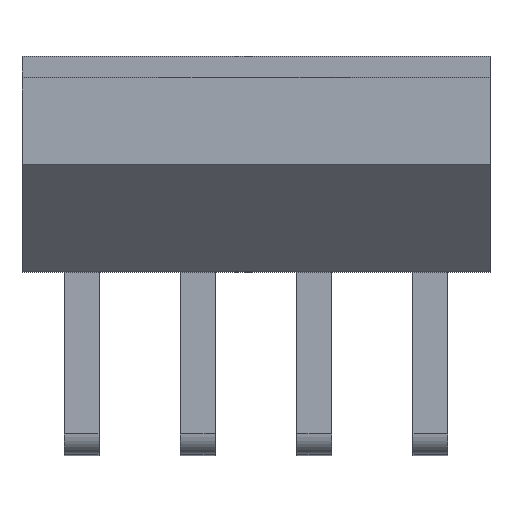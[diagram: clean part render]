
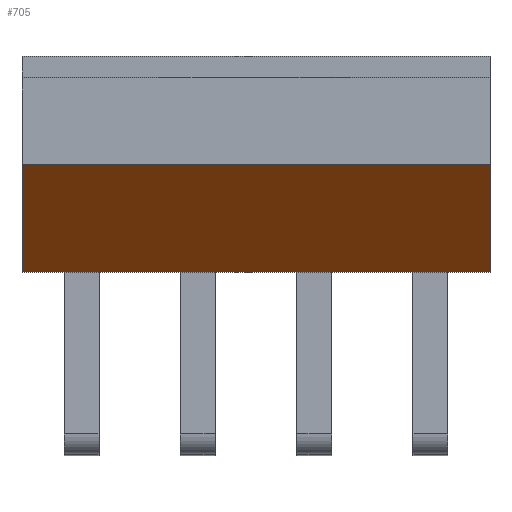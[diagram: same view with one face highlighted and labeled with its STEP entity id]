
A CAD part, top view. The second image highlights one B-rep face of the part: STEP entity #705.
In plain terms, the highlighted planar face has unit normal (0, -0.707, 0.707).
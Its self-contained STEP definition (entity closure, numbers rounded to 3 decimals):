
#488 = VERTEX_POINT('',#489);
#489 = CARTESIAN_POINT('',(0.,0.,6.345));
#496 = PLANE('',#497);
#497 = AXIS2_PLACEMENT_3D('',#498,#499,#500);
#498 = CARTESIAN_POINT('',(0.,0.,0.));
#499 = DIRECTION('',(1.,0.,0.));
#500 = DIRECTION('',(0.,0.,1.));
#508 = PLANE('',#509);
#509 = AXIS2_PLACEMENT_3D('',#510,#511,#512);
#510 = CARTESIAN_POINT('',(0.,0.,0.));
#511 = DIRECTION('',(0.,1.,0.));
#512 = DIRECTION('',(0.,0.,1.));
#577 = VERTEX_POINT('',#578);
#578 = CARTESIAN_POINT('',(0.,2.345,8.69));
#592 = PLANE('',#593);
#593 = AXIS2_PLACEMENT_3D('',#594,#595,#596);
#594 = CARTESIAN_POINT('',(0.,0.,8.69));
#595 = DIRECTION('',(0.,0.,1.));
#596 = DIRECTION('',(1.,0.,0.));
#604 = EDGE_CURVE('',#488,#577,#605,.T.);
#605 = SURFACE_CURVE('',#606,(#610,#617),.PCURVE_S1.);
#606 = LINE('',#607,#608);
#607 = CARTESIAN_POINT('',(0.,-1.,5.345));
#608 = VECTOR('',#609,1.);
#609 = DIRECTION('',(-0.,0.707,0.707));
#610 = PCURVE('',#496,#611);
#611 = DEFINITIONAL_REPRESENTATION('',(#612),#616);
#612 = LINE('',#613,#614);
#613 = CARTESIAN_POINT('',(5.345,1.));
#614 = VECTOR('',#615,1.);
#615 = DIRECTION('',(0.707,-0.707));
#616 = ( GEOMETRIC_REPRESENTATION_CONTEXT(2) 
PARAMETRIC_REPRESENTATION_CONTEXT() REPRESENTATION_CONTEXT('2D SPACE',''
  ) );
#617 = PCURVE('',#618,#623);
#618 = PLANE('',#619);
#619 = AXIS2_PLACEMENT_3D('',#620,#621,#622);
#620 = CARTESIAN_POINT('',(0.,1.173,7.518));
#621 = DIRECTION('',(0.,0.707,-0.707)
  );
#622 = DIRECTION('',(-1.,0.,0.));
#623 = DEFINITIONAL_REPRESENTATION('',(#624),#628);
#624 = LINE('',#625,#626);
#625 = CARTESIAN_POINT('',(-0.,-3.072));
#626 = VECTOR('',#627,1.);
#627 = DIRECTION('',(-0.,1.));
#628 = ( GEOMETRIC_REPRESENTATION_CONTEXT(2) 
PARAMETRIC_REPRESENTATION_CONTEXT() REPRESENTATION_CONTEXT('2D SPACE',''
  ) );
#636 = VERTEX_POINT('',#637);
#637 = CARTESIAN_POINT('',(10.225,0.,6.345));
#651 = PLANE('',#652);
#652 = AXIS2_PLACEMENT_3D('',#653,#654,#655);
#653 = CARTESIAN_POINT('',(10.225,0.,0.));
#654 = DIRECTION('',(1.,0.,0.));
#655 = DIRECTION('',(0.,0.,1.));
#685 = EDGE_CURVE('',#488,#636,#686,.T.);
#686 = SURFACE_CURVE('',#687,(#691,#698),.PCURVE_S1.);
#687 = LINE('',#688,#689);
#688 = CARTESIAN_POINT('',(0.,0.,6.345));
#689 = VECTOR('',#690,1.);
#690 = DIRECTION('',(1.,0.,0.));
#691 = PCURVE('',#508,#692);
#692 = DEFINITIONAL_REPRESENTATION('',(#693),#697);
#693 = LINE('',#694,#695);
#694 = CARTESIAN_POINT('',(6.345,0.));
#695 = VECTOR('',#696,1.);
#696 = DIRECTION('',(0.,1.));
#697 = ( GEOMETRIC_REPRESENTATION_CONTEXT(2) 
PARAMETRIC_REPRESENTATION_CONTEXT() REPRESENTATION_CONTEXT('2D SPACE',''
  ) );
#698 = PCURVE('',#618,#699);
#699 = DEFINITIONAL_REPRESENTATION('',(#700),#704);
#700 = LINE('',#701,#702);
#701 = CARTESIAN_POINT('',(0.,-1.658));
#702 = VECTOR('',#703,1.);
#703 = DIRECTION('',(-1.,0.));
#704 = ( GEOMETRIC_REPRESENTATION_CONTEXT(2) 
PARAMETRIC_REPRESENTATION_CONTEXT() REPRESENTATION_CONTEXT('2D SPACE',''
  ) );
#705 = ADVANCED_FACE('',(#706),#618,.F.);
#706 = FACE_BOUND('',#707,.T.);
#707 = EDGE_LOOP('',(#708,#709,#710,#733));
#708 = ORIENTED_EDGE('',*,*,#604,.F.);
#709 = ORIENTED_EDGE('',*,*,#685,.T.);
#710 = ORIENTED_EDGE('',*,*,#711,.T.);
#711 = EDGE_CURVE('',#636,#712,#714,.T.);
#712 = VERTEX_POINT('',#713);
#713 = CARTESIAN_POINT('',(10.225,2.345,8.69));
#714 = SURFACE_CURVE('',#715,(#719,#726),.PCURVE_S1.);
#715 = LINE('',#716,#717);
#716 = CARTESIAN_POINT('',(10.225,-1.,5.345));
#717 = VECTOR('',#718,1.);
#718 = DIRECTION('',(-0.,0.707,0.707));
#719 = PCURVE('',#618,#720);
#720 = DEFINITIONAL_REPRESENTATION('',(#721),#725);
#721 = LINE('',#722,#723);
#722 = CARTESIAN_POINT('',(-10.225,-3.072));
#723 = VECTOR('',#724,1.);
#724 = DIRECTION('',(-0.,1.));
#725 = ( GEOMETRIC_REPRESENTATION_CONTEXT(2) 
PARAMETRIC_REPRESENTATION_CONTEXT() REPRESENTATION_CONTEXT('2D SPACE',''
  ) );
#726 = PCURVE('',#651,#727);
#727 = DEFINITIONAL_REPRESENTATION('',(#728),#732);
#728 = LINE('',#729,#730);
#729 = CARTESIAN_POINT('',(5.345,1.));
#730 = VECTOR('',#731,1.);
#731 = DIRECTION('',(0.707,-0.707));
#732 = ( GEOMETRIC_REPRESENTATION_CONTEXT(2) 
PARAMETRIC_REPRESENTATION_CONTEXT() REPRESENTATION_CONTEXT('2D SPACE',''
  ) );
#733 = ORIENTED_EDGE('',*,*,#734,.F.);
#734 = EDGE_CURVE('',#577,#712,#735,.T.);
#735 = SURFACE_CURVE('',#736,(#740,#747),.PCURVE_S1.);
#736 = LINE('',#737,#738);
#737 = CARTESIAN_POINT('',(0.,2.345,8.69));
#738 = VECTOR('',#739,1.);
#739 = DIRECTION('',(1.,0.,0.));
#740 = PCURVE('',#618,#741);
#741 = DEFINITIONAL_REPRESENTATION('',(#742),#746);
#742 = LINE('',#743,#744);
#743 = CARTESIAN_POINT('',(0.,1.658));
#744 = VECTOR('',#745,1.);
#745 = DIRECTION('',(-1.,0.));
#746 = ( GEOMETRIC_REPRESENTATION_CONTEXT(2) 
PARAMETRIC_REPRESENTATION_CONTEXT() REPRESENTATION_CONTEXT('2D SPACE',''
  ) );
#747 = PCURVE('',#592,#748);
#748 = DEFINITIONAL_REPRESENTATION('',(#749),#753);
#749 = LINE('',#750,#751);
#750 = CARTESIAN_POINT('',(0.,2.345));
#751 = VECTOR('',#752,1.);
#752 = DIRECTION('',(1.,0.));
#753 = ( GEOMETRIC_REPRESENTATION_CONTEXT(2) 
PARAMETRIC_REPRESENTATION_CONTEXT() REPRESENTATION_CONTEXT('2D SPACE',''
  ) );
